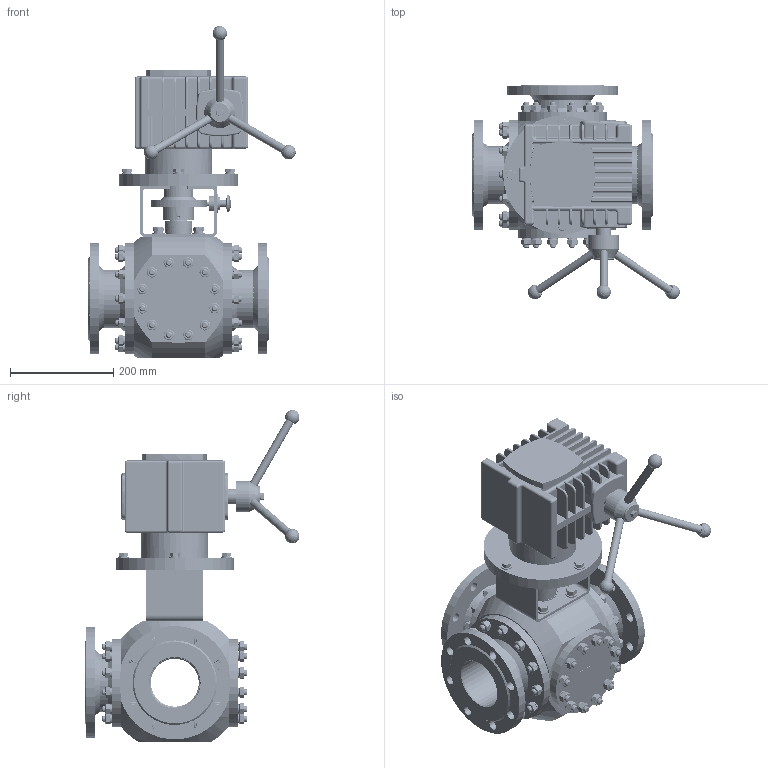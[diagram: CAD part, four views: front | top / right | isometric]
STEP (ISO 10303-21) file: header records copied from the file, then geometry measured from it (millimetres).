
FILE_DESCRIPTION((''),'2;1');
FILE_NAME('ФБ39 041 100 000.stp','2019-01-28T13:46:33',('destroyer'),(''),'Autodesk Inventor 2013','Autodesk Inventor 2013','');
FILE_SCHEMA(('AUTOMOTIVE_DESIGN { 1 0 10303 214 1 1 1 1 }'));
Length unit declared in the file: millimetre
Products named in the file (62): ФБ39 041 100 000; ФБ39 041 100 010; ФБ39 041 100 001; ФБ39 040 100 006; ФБ39 041 150 102; ФБ39 040 100 005; ФБ39 040 100 008; ФБ39 010 150 804; ФБ39 010 150 028; ФБ39 010 150 026; ФБ39 010 150 029; ФБ39 010 150 037; ФБ39 010 150 036; Шайба ГОСТ 6402-70 36 N; Кольцо 4 ГОСТ 9833-73 032-037-30; ФБ39 040 100 001; ФБ39 040 100 002; ФБ39 040 100 004; ФБ39 040 100 009; Шайба ГОСТ 6402-70 12 N; Гайка ГОСТ 5915-70 M12; ФБ39 040 100 010; ФБ39 040 100 010_Сварные швы; ФБ41 010 050 022; ФБ39 040 100 011; ФБ39 010 100 313; ФБ39 040 100 030; ФБ39 040 100 030_Сварные швы; ФБ41 010 050 022_1; ФБ39 040 100 033; ФБ39 010 100 313_1; ФБ39 040 100 007; ФБ39 041 100 030; ФБ39 041 100 030_Сварные швы; ФБ39 041 100 031; ФБ39 041 100 032; ФБ39 041 100 020; ФБ39 041 100 020_Сварные швы; Труба 150х100х6; ФБ39 041 100 022 ...
Assembly tree (236 placements, depth 4):
  ФБ39 041 100 000
    ФБ39 041 100 010
      ФБ39 041 100 001
      ФБ39 040 100 006
      ФБ39 041 150 102
      ФБ39 040 100 005  x2
      ФБ39 040 100 008  x2
      ФБ39 010 150 804
      ФБ39 010 150 028
      ФБ39 010 150 026
      ФБ39 010 150 029
      ФБ39 010 150 037
      ФБ39 010 150 036  x4
      Шайба ГОСТ 6402-70 36 N
      Кольцо 4 ГОСТ 9833-73 032-037-30
      ФБ39 040 100 001  x2
      ФБ39 040 100 002  x4
      ФБ39 040 100 004  x2
      ФБ39 040 100 009  x48
      Шайба ГОСТ 6402-70 12 N  x48
      Гайка ГОСТ 5915-70 M12  x48
      ФБ39 040 100 010  x2
        ФБ39 040 100 010_Сварные швы
        ФБ41 010 050 022
        ФБ39 040 100 011
        ФБ39 010 100 313
      ФБ39 040 100 030
        ФБ39 040 100 030_Сварные швы
        ФБ41 010 050 022_1
        ФБ39 040 100 033
        ФБ39 010 100 313_1
      ФБ39 040 100 007
    ФБ39 041 100 030
      ФБ39 041 100 030_Сварные швы
      ФБ39 041 100 031
      ФБ39 041 100 032
    ФБ39 041 100 020
      ФБ39 041 100 020_Сварные швы
      Труба 150х100х6
      ФБ39 041 100 022
      ФБ39 041 150 441
    ФБ39 310 050 421
    ФБ39 310 050 440
      ФБ39 310 050 441
      ФБ39 310 050 442
    Редуктор ЧФ-80М
    Болт ГОСТ 7798-70 M12-6g×25  x4
    Шайба ГОСТ 6402-70 12 N  x4
    Шайба  ГОСТ 11371-78 13  x4
    ФБ39 041 100 040
      ФБ39 041 100 040_Сварные швы
      ФБ39 041 100 041
      ФБ39 011 150 043  x3
      ФБ39 011 150 042  x3
    ФБ39 041 100 003
    Шайба ГОСТ 6402-70 8 N
    Болт ГОСТ 7798-70 M8-6g×16(S13)
    Шайба ГОСТ 6402-70 10 N  x4
    Болт ГОСТ 7798-70 M10-6g×25  x4
    Шайба  ГОСТ 11371-78 10,5  x4
Bounding box: 402.32 x 416.73 x 643.92 mm (x, y, z)
Volume: 16163682.2 mm3; surface area: 2471619.2 mm2
Topology: 244 solids, 244 shells, 2973 faces, 6717 edges, 4251 vertices
Faces by surface type: plane 1317, cylinder 924, cone 548, torus 111, sphere 39, bspline 34
Full cylindrical faces by diameter (mm): 3 x2, 4.134 x1, 5 x1, 6.2 x1, 6.647 x2, 8 x5, 8.4 x4, 9 x1, 10 x12, 10.1 x4, 10.106 x96, 10.5 x4, 11.835 x3, 12 x53, 13 x4, 14 x60, 16 x6, 18 x24, 21 x4, 24 x4, 25 x1, 26 x1, 28.3 x1, 30 x3, 32 x1, 32.3 x1, 33 x1, 34 x1, 34.376 x1, 35 x4
Entity records: 48719 total; most frequent: CARTESIAN_POINT 11602, DIRECTION 8034, ORIENTED_EDGE 6178, AXIS2_PLACEMENT_3D 3409, EDGE_CURVE 3089, EDGE_LOOP 2276, VERTEX_POINT 2171, CIRCLE 1587
